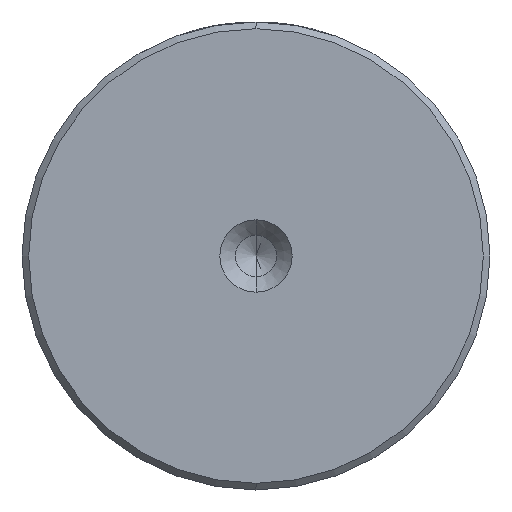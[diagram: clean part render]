
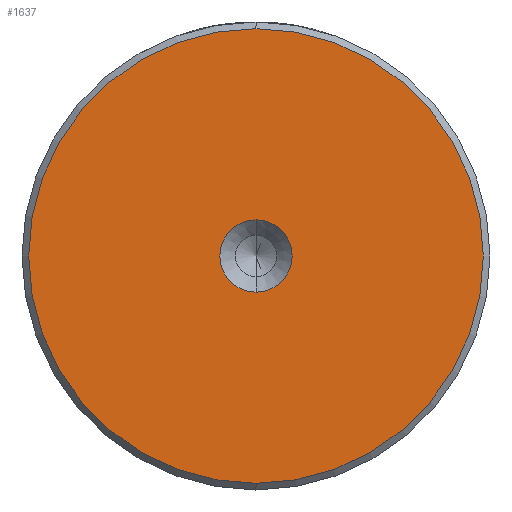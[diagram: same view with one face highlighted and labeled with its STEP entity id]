
A CAD part, left-side view. The second image highlights one B-rep face of the part: STEP entity #1637.
In plain terms, the highlighted planar face has unit normal (-1, 0, 0).
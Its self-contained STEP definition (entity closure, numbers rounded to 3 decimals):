
#31 = EDGE_LOOP ( 'NONE', ( #2214, #470 ) ) ;
#174 = CARTESIAN_POINT ( 'NONE',  ( 0., 0., 0. ) ) ;
#213 = EDGE_CURVE ( 'NONE', #1341, #2199, #614, .T. ) ;
#470 = ORIENTED_EDGE ( 'NONE', *, *, #1409, .F. ) ;
#588 = CIRCLE ( 'NONE', #2072, 17. ) ;
#601 = CARTESIAN_POINT ( 'NONE',  ( 0., 0., 0. ) ) ;
#606 = DIRECTION ( 'NONE',  ( -1., 0., 0. ) ) ;
#614 = CIRCLE ( 'NONE', #2860, 17. ) ;
#691 = VERTEX_POINT ( 'NONE', #2775 ) ;
#793 = FACE_BOUND ( 'NONE', #31, .T. ) ;
#824 = DIRECTION ( 'NONE',  ( 0., 0., 1. ) ) ;
#913 = ORIENTED_EDGE ( 'NONE', *, *, #213, .T. ) ;
#1017 = DIRECTION ( 'NONE',  ( -1., 0., 0. ) ) ;
#1100 = DIRECTION ( 'NONE',  ( 0., 0., 1. ) ) ;
#1140 = EDGE_CURVE ( 'NONE', #2199, #1341, #588, .T. ) ;
#1305 = CARTESIAN_POINT ( 'NONE',  ( 0., 0., 2.7 ) ) ;
#1314 = CIRCLE ( 'NONE', #1849, 2.7 ) ;
#1341 = VERTEX_POINT ( 'NONE', #2151 ) ;
#1365 = AXIS2_PLACEMENT_3D ( 'NONE', #2400, #1017, #2624 ) ;
#1409 = EDGE_CURVE ( 'NONE', #691, #1437, #1314, .T. ) ;
#1437 = VERTEX_POINT ( 'NONE', #1305 ) ;
#1533 = CARTESIAN_POINT ( 'NONE',  ( 0., 0., 0. ) ) ;
#1637 = ADVANCED_FACE ( 'NONE', ( #1965, #793 ), #2028, .T. ) ;
#1699 = CIRCLE ( 'NONE', #1365, 2.7 ) ;
#1818 = DIRECTION ( 'NONE',  ( 0., 0., 1. ) ) ;
#1849 = AXIS2_PLACEMENT_3D ( 'NONE', #1996, #606, #2223 ) ;
#1912 = CARTESIAN_POINT ( 'NONE',  ( 0., 0., -17. ) ) ;
#1965 = FACE_OUTER_BOUND ( 'NONE', #2122, .T. ) ;
#1996 = CARTESIAN_POINT ( 'NONE',  ( 0., 0., 0. ) ) ;
#2028 = PLANE ( 'NONE',  #2549 ) ;
#2072 = AXIS2_PLACEMENT_3D ( 'NONE', #601, #2221, #824 ) ;
#2122 = EDGE_LOOP ( 'NONE', ( #2278, #913 ) ) ;
#2151 = CARTESIAN_POINT ( 'NONE',  ( 0., 0., 17. ) ) ;
#2199 = VERTEX_POINT ( 'NONE', #1912 ) ;
#2214 = ORIENTED_EDGE ( 'NONE', *, *, #2996, .F. ) ;
#2221 = DIRECTION ( 'NONE',  ( -1., 0., 0. ) ) ;
#2223 = DIRECTION ( 'NONE',  ( 0., 0., 1. ) ) ;
#2278 = ORIENTED_EDGE ( 'NONE', *, *, #1140, .T. ) ;
#2400 = CARTESIAN_POINT ( 'NONE',  ( 0., 0., 0. ) ) ;
#2478 = DIRECTION ( 'NONE',  ( -1., 0., 0. ) ) ;
#2549 = AXIS2_PLACEMENT_3D ( 'NONE', #174, #2478, #1100 ) ;
#2592 = DIRECTION ( 'NONE',  ( -1., 0., 0. ) ) ;
#2624 = DIRECTION ( 'NONE',  ( 0., 0., 1. ) ) ;
#2775 = CARTESIAN_POINT ( 'NONE',  ( 0., 0., -2.7 ) ) ;
#2860 = AXIS2_PLACEMENT_3D ( 'NONE', #1533, #2592, #1818 ) ;
#2996 = EDGE_CURVE ( 'NONE', #1437, #691, #1699, .T. ) ;
